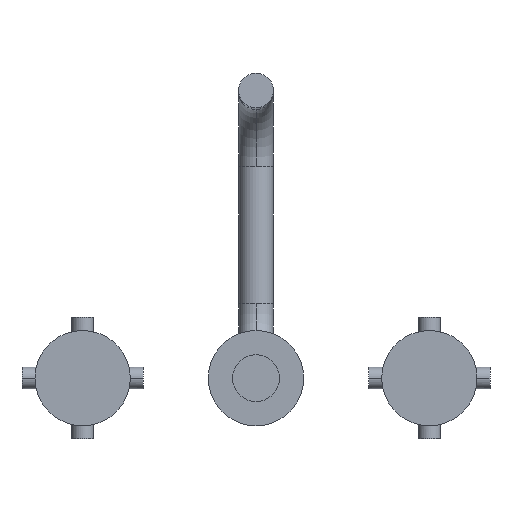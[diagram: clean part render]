
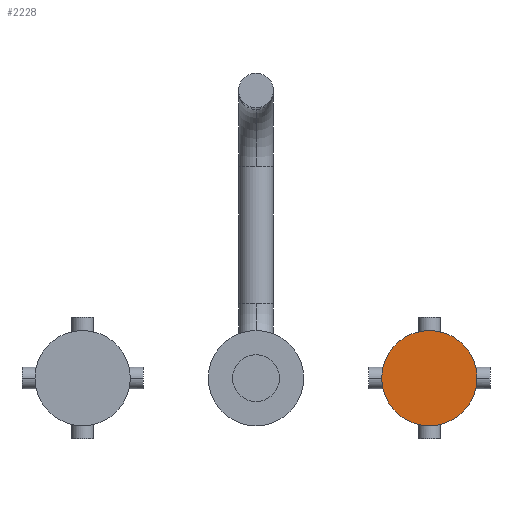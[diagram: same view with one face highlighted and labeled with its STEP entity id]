
A CAD part, front view. The second image highlights one B-rep face of the part: STEP entity #2228.
In plain terms, the highlighted planar face has unit normal (0, -1, 0).
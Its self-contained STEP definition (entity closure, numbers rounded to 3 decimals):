
#80 = VERTEX_POINT ( 'NONE', #881 ) ;
#101 = CARTESIAN_POINT ( 'NONE',  ( 0., 0., 0. ) ) ;
#409 = DIRECTION ( 'NONE',  ( 0., -1., 0. ) ) ;
#432 = PLANE ( 'NONE',  #1586 ) ;
#548 = DIRECTION ( 'NONE',  ( 0., 0., -1. ) ) ;
#582 = CARTESIAN_POINT ( 'NONE',  ( 0., 0., 0. ) ) ;
#648 = AXIS2_PLACEMENT_3D ( 'NONE', #582, #409, #548 ) ;
#881 = CARTESIAN_POINT ( 'NONE',  ( 0., 0., -27.5 ) ) ;
#985 = DIRECTION ( 'NONE',  ( 0., 0., -1. ) ) ;
#1005 = EDGE_CURVE ( 'NONE', #80, #2146, #2103, .T. ) ;
#1006 = EDGE_LOOP ( 'NONE', ( #1532, #1436 ) ) ;
#1130 = EDGE_CURVE ( 'NONE', #2146, #80, #1201, .T. ) ;
#1201 = CIRCLE ( 'NONE', #1652, 27.5 ) ;
#1436 = ORIENTED_EDGE ( 'NONE', *, *, #1130, .T. ) ;
#1441 = CARTESIAN_POINT ( 'NONE',  ( 0., 0., 27.5 ) ) ;
#1532 = ORIENTED_EDGE ( 'NONE', *, *, #1005, .T. ) ;
#1586 = AXIS2_PLACEMENT_3D ( 'NONE', #2002, #2197, #1637 ) ;
#1637 = DIRECTION ( 'NONE',  ( 0., 0., -1. ) ) ;
#1652 = AXIS2_PLACEMENT_3D ( 'NONE', #101, #2174, #985 ) ;
#1991 = FACE_OUTER_BOUND ( 'NONE', #1006, .T. ) ;
#2002 = CARTESIAN_POINT ( 'NONE',  ( 0., 0., 0. ) ) ;
#2103 = CIRCLE ( 'NONE', #648, 27.5 ) ;
#2146 = VERTEX_POINT ( 'NONE', #1441 ) ;
#2174 = DIRECTION ( 'NONE',  ( 0., -1., 0. ) ) ;
#2197 = DIRECTION ( 'NONE',  ( 0., -1., 0. ) ) ;
#2228 = ADVANCED_FACE ( 'NONE', ( #1991 ), #432, .T. ) ;
